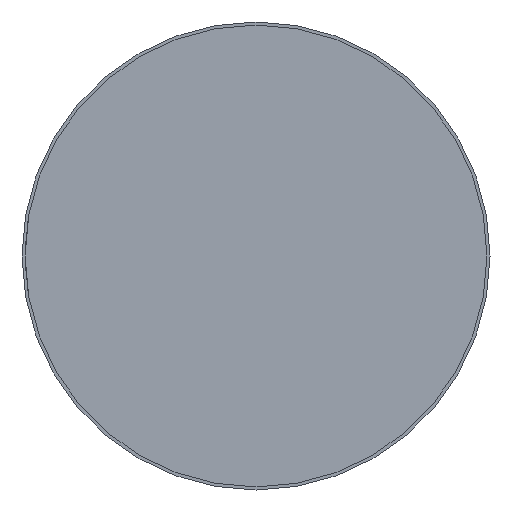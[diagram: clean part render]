
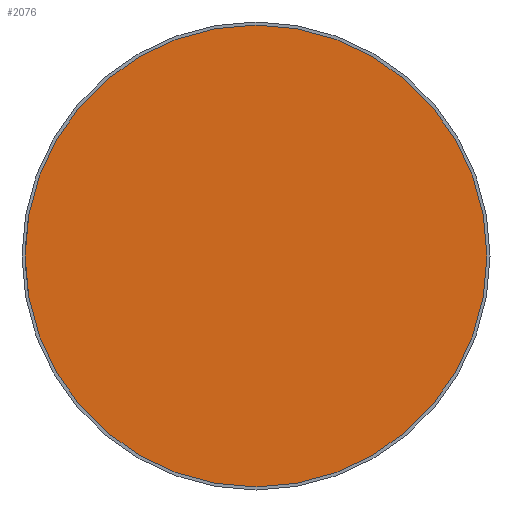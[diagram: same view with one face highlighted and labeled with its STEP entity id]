
A CAD part, left-side view. The second image highlights one B-rep face of the part: STEP entity #2076.
In plain terms, the highlighted planar face has unit normal (-1, 0, 0).
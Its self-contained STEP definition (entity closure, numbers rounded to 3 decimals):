
#22 = PLANE ( 'NONE',  #1281 ) ;
#88 = EDGE_CURVE ( 'NONE', #1314, #1370, #2052, .T. ) ;
#184 = CARTESIAN_POINT ( 'NONE',  ( -2.174, 0., 0. ) ) ;
#315 = FACE_OUTER_BOUND ( 'NONE', #883, .T. ) ;
#346 = DIRECTION ( 'NONE',  ( 0., 0., 1. ) ) ;
#385 = CIRCLE ( 'NONE', #1626, 37. ) ;
#388 = DIRECTION ( 'NONE',  ( -1., 0., 0. ) ) ;
#660 = CARTESIAN_POINT ( 'NONE',  ( -2.174, 32.125, 0. ) ) ;
#830 = DIRECTION ( 'NONE',  ( 0., 0., -1. ) ) ;
#883 = EDGE_LOOP ( 'NONE', ( #1868, #1987 ) ) ;
#1244 = CARTESIAN_POINT ( 'NONE',  ( -2.174, 0., 37. ) ) ;
#1281 = AXIS2_PLACEMENT_3D ( 'NONE', #660, #1823, #830 ) ;
#1305 = DIRECTION ( 'NONE',  ( -1., 0., 0. ) ) ;
#1314 = VERTEX_POINT ( 'NONE', #1244 ) ;
#1330 = AXIS2_PLACEMENT_3D ( 'NONE', #1527, #388, #1351 ) ;
#1351 = DIRECTION ( 'NONE',  ( 0., 0., 1. ) ) ;
#1370 = VERTEX_POINT ( 'NONE', #1876 ) ;
#1514 = EDGE_CURVE ( 'NONE', #1370, #1314, #385, .T. ) ;
#1527 = CARTESIAN_POINT ( 'NONE',  ( -2.174, 0., 0. ) ) ;
#1626 = AXIS2_PLACEMENT_3D ( 'NONE', #184, #1305, #346 ) ;
#1823 = DIRECTION ( 'NONE',  ( 1., 0., 0. ) ) ;
#1868 = ORIENTED_EDGE ( 'NONE', *, *, #88, .T. ) ;
#1876 = CARTESIAN_POINT ( 'NONE',  ( -2.174, 0., -37. ) ) ;
#1987 = ORIENTED_EDGE ( 'NONE', *, *, #1514, .T. ) ;
#2052 = CIRCLE ( 'NONE', #1330, 37. ) ;
#2076 = ADVANCED_FACE ( 'NONE', ( #315 ), #22, .F. ) ;
